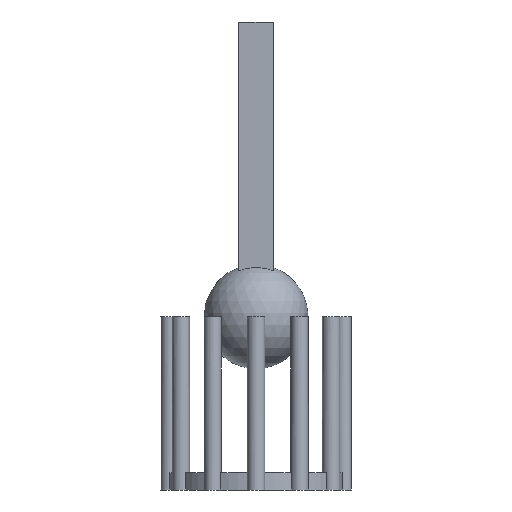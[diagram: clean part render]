
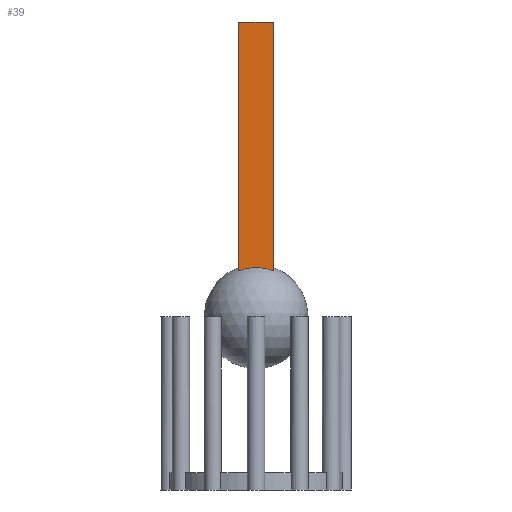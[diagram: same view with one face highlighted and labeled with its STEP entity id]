
A CAD part, front view. The second image highlights one B-rep face of the part: STEP entity #39.
In plain terms, the highlighted planar face has unit normal (0, -1, 0).
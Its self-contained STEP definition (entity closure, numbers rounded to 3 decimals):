
#39 = ADVANCED_FACE('',(#40),#55,.F.);
#40 = FACE_BOUND('',#41,.F.);
#41 = EDGE_LOOP('',(#42,#105,#133,#161));
#42 = ORIENTED_EDGE('',*,*,#43,.F.);
#43 = EDGE_CURVE('',#44,#46,#48,.T.);
#44 = VERTEX_POINT('',#45);
#45 = CARTESIAN_POINT('',(-10.,-10.,126.458));
#46 = VERTEX_POINT('',#47);
#47 = CARTESIAN_POINT('',(10.,-10.,126.458));
#48 = SURFACE_CURVE('',#49,(#54,#66),.PCURVE_S1.);
#49 = CIRCLE('',#50,28.284);
#50 = AXIS2_PLACEMENT_3D('',#51,#52,#53);
#51 = CARTESIAN_POINT('',(0.,-10.,100.));
#52 = DIRECTION('',(0.,1.,0.));
#53 = DIRECTION('',(0.,-0.,1.));
#54 = PCURVE('',#55,#60);
#55 = PLANE('',#56);
#56 = AXIS2_PLACEMENT_3D('',#57,#58,#59);
#57 = CARTESIAN_POINT('',(-10.,-10.,120.));
#58 = DIRECTION('',(0.,1.,0.));
#59 = DIRECTION('',(1.,0.,0.));
#60 = DEFINITIONAL_REPRESENTATION('',(#61),#65);
#61 = CIRCLE('',#62,28.284);
#62 = AXIS2_PLACEMENT_2D('',#63,#64);
#63 = CARTESIAN_POINT('',(10.,20.));
#64 = DIRECTION('',(0.,-1.));
#65 = ( GEOMETRIC_REPRESENTATION_CONTEXT(2) 
PARAMETRIC_REPRESENTATION_CONTEXT() REPRESENTATION_CONTEXT('2D SPACE',''
  ) );
#66 = PCURVE('',#67,#72);
#67 = SPHERICAL_SURFACE('',#68,30.);
#68 = AXIS2_PLACEMENT_3D('',#69,#70,#71);
#69 = CARTESIAN_POINT('',(0.,0.,100.));
#70 = DIRECTION('',(0.,0.,1.));
#71 = DIRECTION('',(1.,0.,0.));
#72 = DEFINITIONAL_REPRESENTATION('',(#73),#104);
#73 = B_SPLINE_CURVE_WITH_KNOTS('',8,(#74,#75,#76,#77,#78,#79,#80,#81,
    #82,#83,#84,#85,#86,#87,#88,#89,#90,#91,#92,#93,#94,#95,#96,#97,#98,
    #99,#100,#101,#102,#103),.UNSPECIFIED.,.F.,.F.,(9,7,7,7,9),(
    5.922,6.103,6.238,6.441,
    6.645),.UNSPECIFIED.);
#74 = CARTESIAN_POINT('',(3.927,1.08));
#75 = CARTESIAN_POINT('',(3.957,1.096));
#76 = CARTESIAN_POINT('',(3.989,1.111));
#77 = CARTESIAN_POINT('',(4.024,1.126));
#78 = CARTESIAN_POINT('',(4.061,1.14));
#79 = CARTESIAN_POINT('',(4.102,1.154));
#80 = CARTESIAN_POINT('',(4.145,1.166));
#81 = CARTESIAN_POINT('',(4.192,1.177));
#82 = CARTESIAN_POINT('',(4.28,1.195));
#83 = CARTESIAN_POINT('',(4.319,1.202));
#84 = CARTESIAN_POINT('',(4.36,1.209));
#85 = CARTESIAN_POINT('',(4.402,1.214));
#86 = CARTESIAN_POINT('',(4.446,1.219));
#87 = CARTESIAN_POINT('',(4.492,1.223));
#88 = CARTESIAN_POINT('',(4.538,1.226));
#89 = CARTESIAN_POINT('',(4.656,1.231));
#90 = CARTESIAN_POINT('',(4.728,1.232));
#91 = CARTESIAN_POINT('',(4.801,1.232));
#92 = CARTESIAN_POINT('',(4.873,1.229));
#93 = CARTESIAN_POINT('',(4.942,1.223));
#94 = CARTESIAN_POINT('',(5.009,1.216));
#95 = CARTESIAN_POINT('',(5.072,1.208));
#96 = CARTESIAN_POINT('',(5.191,1.187));
#97 = CARTESIAN_POINT('',(5.246,1.175));
#98 = CARTESIAN_POINT('',(5.297,1.162));
#99 = CARTESIAN_POINT('',(5.344,1.147));
#100 = CARTESIAN_POINT('',(5.388,1.132));
#101 = CARTESIAN_POINT('',(5.428,1.115));
#102 = CARTESIAN_POINT('',(5.464,1.098));
#103 = CARTESIAN_POINT('',(5.498,1.08));
#104 = ( GEOMETRIC_REPRESENTATION_CONTEXT(2) 
PARAMETRIC_REPRESENTATION_CONTEXT() REPRESENTATION_CONTEXT('2D SPACE',''
  ) );
#105 = ORIENTED_EDGE('',*,*,#106,.T.);
#106 = EDGE_CURVE('',#44,#107,#109,.T.);
#107 = VERTEX_POINT('',#108);
#108 = CARTESIAN_POINT('',(-10.,-10.,270.));
#109 = SURFACE_CURVE('',#110,(#114,#121),.PCURVE_S1.);
#110 = LINE('',#111,#112);
#111 = CARTESIAN_POINT('',(-10.,-10.,120.));
#112 = VECTOR('',#113,1.);
#113 = DIRECTION('',(0.,0.,1.));
#114 = PCURVE('',#55,#115);
#115 = DEFINITIONAL_REPRESENTATION('',(#116),#120);
#116 = LINE('',#117,#118);
#117 = CARTESIAN_POINT('',(0.,0.));
#118 = VECTOR('',#119,1.);
#119 = DIRECTION('',(0.,-1.));
#120 = ( GEOMETRIC_REPRESENTATION_CONTEXT(2) 
PARAMETRIC_REPRESENTATION_CONTEXT() REPRESENTATION_CONTEXT('2D SPACE',''
  ) );
#121 = PCURVE('',#122,#127);
#122 = PLANE('',#123);
#123 = AXIS2_PLACEMENT_3D('',#124,#125,#126);
#124 = CARTESIAN_POINT('',(-10.,10.,120.));
#125 = DIRECTION('',(1.,0.,-0.));
#126 = DIRECTION('',(0.,-1.,0.));
#127 = DEFINITIONAL_REPRESENTATION('',(#128),#132);
#128 = LINE('',#129,#130);
#129 = CARTESIAN_POINT('',(20.,0.));
#130 = VECTOR('',#131,1.);
#131 = DIRECTION('',(0.,-1.));
#132 = ( GEOMETRIC_REPRESENTATION_CONTEXT(2) 
PARAMETRIC_REPRESENTATION_CONTEXT() REPRESENTATION_CONTEXT('2D SPACE',''
  ) );
#133 = ORIENTED_EDGE('',*,*,#134,.T.);
#134 = EDGE_CURVE('',#107,#135,#137,.T.);
#135 = VERTEX_POINT('',#136);
#136 = CARTESIAN_POINT('',(10.,-10.,270.));
#137 = SURFACE_CURVE('',#138,(#142,#149),.PCURVE_S1.);
#138 = LINE('',#139,#140);
#139 = CARTESIAN_POINT('',(-10.,-10.,270.));
#140 = VECTOR('',#141,1.);
#141 = DIRECTION('',(1.,0.,0.));
#142 = PCURVE('',#55,#143);
#143 = DEFINITIONAL_REPRESENTATION('',(#144),#148);
#144 = LINE('',#145,#146);
#145 = CARTESIAN_POINT('',(0.,-150.));
#146 = VECTOR('',#147,1.);
#147 = DIRECTION('',(1.,0.));
#148 = ( GEOMETRIC_REPRESENTATION_CONTEXT(2) 
PARAMETRIC_REPRESENTATION_CONTEXT() REPRESENTATION_CONTEXT('2D SPACE',''
  ) );
#149 = PCURVE('',#150,#155);
#150 = PLANE('',#151);
#151 = AXIS2_PLACEMENT_3D('',#152,#153,#154);
#152 = CARTESIAN_POINT('',(0.,0.,270.));
#153 = DIRECTION('',(0.,0.,1.));
#154 = DIRECTION('',(1.,0.,-0.));
#155 = DEFINITIONAL_REPRESENTATION('',(#156),#160);
#156 = LINE('',#157,#158);
#157 = CARTESIAN_POINT('',(-10.,-10.));
#158 = VECTOR('',#159,1.);
#159 = DIRECTION('',(1.,0.));
#160 = ( GEOMETRIC_REPRESENTATION_CONTEXT(2) 
PARAMETRIC_REPRESENTATION_CONTEXT() REPRESENTATION_CONTEXT('2D SPACE',''
  ) );
#161 = ORIENTED_EDGE('',*,*,#162,.F.);
#162 = EDGE_CURVE('',#46,#135,#163,.T.);
#163 = SURFACE_CURVE('',#164,(#168,#175),.PCURVE_S1.);
#164 = LINE('',#165,#166);
#165 = CARTESIAN_POINT('',(10.,-10.,120.));
#166 = VECTOR('',#167,1.);
#167 = DIRECTION('',(0.,0.,1.));
#168 = PCURVE('',#55,#169);
#169 = DEFINITIONAL_REPRESENTATION('',(#170),#174);
#170 = LINE('',#171,#172);
#171 = CARTESIAN_POINT('',(20.,0.));
#172 = VECTOR('',#173,1.);
#173 = DIRECTION('',(0.,-1.));
#174 = ( GEOMETRIC_REPRESENTATION_CONTEXT(2) 
PARAMETRIC_REPRESENTATION_CONTEXT() REPRESENTATION_CONTEXT('2D SPACE',''
  ) );
#175 = PCURVE('',#176,#181);
#176 = PLANE('',#177);
#177 = AXIS2_PLACEMENT_3D('',#178,#179,#180);
#178 = CARTESIAN_POINT('',(10.,-10.,120.));
#179 = DIRECTION('',(-1.,0.,0.));
#180 = DIRECTION('',(0.,1.,0.));
#181 = DEFINITIONAL_REPRESENTATION('',(#182),#186);
#182 = LINE('',#183,#184);
#183 = CARTESIAN_POINT('',(0.,0.));
#184 = VECTOR('',#185,1.);
#185 = DIRECTION('',(0.,-1.));
#186 = ( GEOMETRIC_REPRESENTATION_CONTEXT(2) 
PARAMETRIC_REPRESENTATION_CONTEXT() REPRESENTATION_CONTEXT('2D SPACE',''
  ) );
